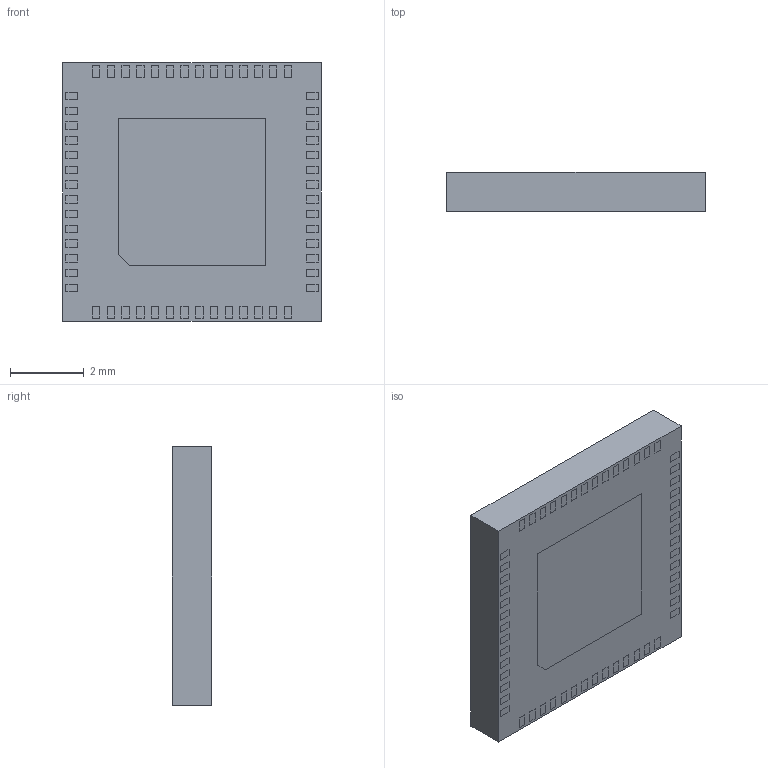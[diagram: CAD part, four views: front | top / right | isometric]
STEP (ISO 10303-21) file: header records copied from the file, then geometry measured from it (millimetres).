
FILE_DESCRIPTION (( 'STEP AP214' ), '1' );
FILE_NAME ('ESP32-S3-PICO-1-N8R2.STEP', '2023-11-27T10:52:29', ( '' ), ( '' ), 'SwSTEP 2.0', 'SolidWorks 2021', '' );
FILE_SCHEMA (( 'AUTOMOTIVE_DESIGN' ));
Length unit declared in the file: millimetre
Products named in the file (1): ESP32-S3-PICO-1-N8R2
Bounding box: 7 x 1.06 x 7 mm (x, y, z)
Volume: 51.9 mm3; surface area: 182.3 mm2
Topology: 59 solids, 59 shells, 642 faces, 1398 edges, 932 vertices
Faces by surface type: plane 638, cylinder 4
Entity records: 17706 total; most frequent: CARTESIAN_POINT 2973, ORIENTED_EDGE 2796, DIRECTION 2692, EDGE_CURVE 1398, VECTOR 1390, LINE 1390, VERTEX_POINT 932, EDGE_LOOP 700
